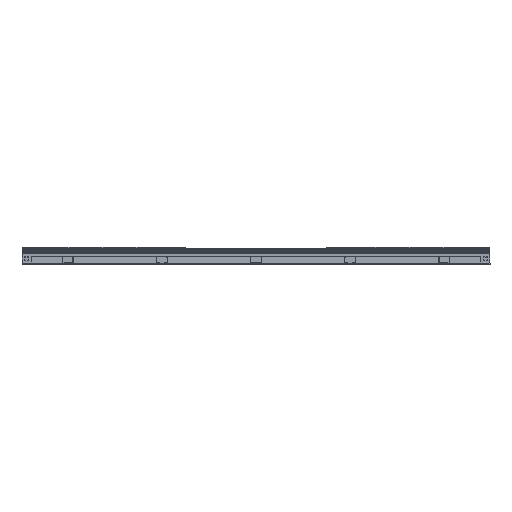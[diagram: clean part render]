
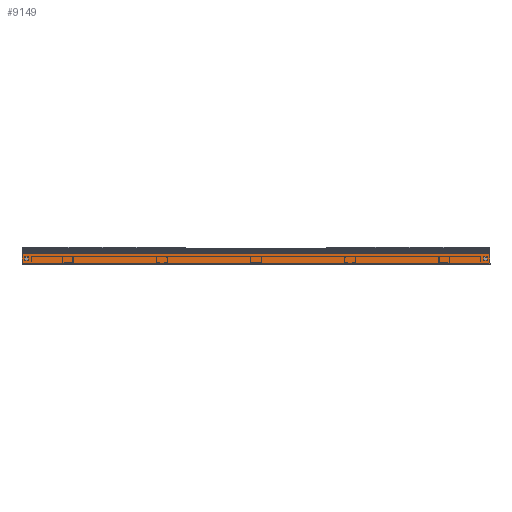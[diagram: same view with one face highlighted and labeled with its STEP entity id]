
A CAD part, top view. The second image highlights one B-rep face of the part: STEP entity #9149.
In plain terms, the highlighted face is planar.
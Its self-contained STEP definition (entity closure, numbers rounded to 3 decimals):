
#105 = CARTESIAN_POINT ( 'NONE',  ( 0., 24.5, 746. ) ) ;
#307 = VECTOR ( 'NONE', #9875, 1000. ) ;
#331 = ORIENTED_EDGE ( 'NONE', *, *, #3920, .T. ) ;
#351 = CARTESIAN_POINT ( 'NONE',  ( 0., 2.2, 767. ) ) ;
#388 = DIRECTION ( 'NONE',  ( 0., 0., 1. ) ) ;
#470 = CARTESIAN_POINT ( 'NONE',  ( 0., 0., -767. ) ) ;
#546 = EDGE_CURVE ( 'NONE', #9599, #7891, #7200, .T. ) ;
#633 = ORIENTED_EDGE ( 'NONE', *, *, #7266, .T. ) ;
#678 = CARTESIAN_POINT ( 'NONE',  ( 0., 35.525, 767. ) ) ;
#685 = CARTESIAN_POINT ( 'NONE',  ( 0., 36.184, 767. ) ) ;
#712 = VERTEX_POINT ( 'NONE', #9698 ) ;
#729 = CARTESIAN_POINT ( 'NONE',  ( 0., 24.5, -758. ) ) ;
#746 = ORIENTED_EDGE ( 'NONE', *, *, #7679, .F. ) ;
#782 = DIRECTION ( 'NONE',  ( 0., 0., -1. ) ) ;
#886 = VECTOR ( 'NONE', #1125, 1000. ) ;
#958 = LINE ( 'NONE', #3909, #307 ) ;
#965 = CARTESIAN_POINT ( 'NONE',  ( 0., 24.5, -746. ) ) ;
#1040 = EDGE_CURVE ( 'NONE', #6667, #8751, #9233, .T. ) ;
#1107 = ORIENTED_EDGE ( 'NONE', *, *, #2695, .F. ) ;
#1115 = LINE ( 'NONE', #685, #5838 ) ;
#1125 = DIRECTION ( 'NONE',  ( 0., 1., 0. ) ) ;
#1185 = VERTEX_POINT ( 'NONE', #9143 ) ;
#1189 = VECTOR ( 'NONE', #5750, 1000. ) ;
#1344 = ORIENTED_EDGE ( 'NONE', *, *, #8827, .F. ) ;
#1493 = VECTOR ( 'NONE', #2931, 1000. ) ;
#1721 = DIRECTION ( 'NONE',  ( 0., -1., 0. ) ) ;
#1765 = EDGE_CURVE ( 'NONE', #7465, #1185, #9566, .T. ) ;
#1862 = CARTESIAN_POINT ( 'NONE',  ( 0., 2.2, -746. ) ) ;
#1870 = ORIENTED_EDGE ( 'NONE', *, *, #9379, .T. ) ;
#2007 = LINE ( 'NONE', #7957, #1493 ) ;
#2015 = ORIENTED_EDGE ( 'NONE', *, *, #2096, .F. ) ;
#2096 = EDGE_CURVE ( 'NONE', #3478, #10057, #958, .T. ) ;
#2222 = CARTESIAN_POINT ( 'NONE',  ( 0., 12.5, -746. ) ) ;
#2271 = VECTOR ( 'NONE', #3910, 1000. ) ;
#2298 = VECTOR ( 'NONE', #4255, 1000. ) ;
#2382 = DIRECTION ( 'NONE',  ( 0., 1., 0. ) ) ;
#2474 = LINE ( 'NONE', #5413, #4049 ) ;
#2695 = EDGE_CURVE ( 'NONE', #6667, #712, #2474, .T. ) ;
#2743 = EDGE_LOOP ( 'NONE', ( #10149, #1870, #1344, #5525, #2015, #5885, #3782, #1107 ) ) ;
#2931 = DIRECTION ( 'NONE',  ( 0., 1., 0. ) ) ;
#2940 = DIRECTION ( 'NONE',  ( 0., 0., 1. ) ) ;
#3002 = EDGE_CURVE ( 'NONE', #3478, #6238, #6312, .T. ) ;
#3323 = DIRECTION ( 'NONE',  ( 0., 1., 0. ) ) ;
#3379 = AXIS2_PLACEMENT_3D ( 'NONE', #6502, #8994, #782 ) ;
#3478 = VERTEX_POINT ( 'NONE', #3882 ) ;
#3590 = LINE ( 'NONE', #6522, #2271 ) ;
#3782 = ORIENTED_EDGE ( 'NONE', *, *, #6170, .T. ) ;
#3882 = CARTESIAN_POINT ( 'NONE',  ( 0., 2.2, -767. ) ) ;
#3909 = CARTESIAN_POINT ( 'NONE',  ( 0., 2.2, -767. ) ) ;
#3910 = DIRECTION ( 'NONE',  ( 0., 1., 0. ) ) ;
#3918 = CARTESIAN_POINT ( 'NONE',  ( 0., 12.5, -767. ) ) ;
#3920 = EDGE_CURVE ( 'NONE', #7773, #10514, #3590, .T. ) ;
#4049 = VECTOR ( 'NONE', #9499, 1000. ) ;
#4055 = ORIENTED_EDGE ( 'NONE', *, *, #1765, .T. ) ;
#4255 = DIRECTION ( 'NONE',  ( 0., 0., -1. ) ) ;
#4608 = DIRECTION ( 'NONE',  ( 0., 0., 1. ) ) ;
#4703 = VECTOR ( 'NONE', #7951, 1000. ) ;
#4735 = DIRECTION ( 'NONE',  ( 0., 0., -1. ) ) ;
#4755 = CARTESIAN_POINT ( 'NONE',  ( 0., 24.5, 758. ) ) ;
#5057 = CARTESIAN_POINT ( 'NONE',  ( 0., 12.5, -758. ) ) ;
#5058 = VERTEX_POINT ( 'NONE', #8833 ) ;
#5104 = CARTESIAN_POINT ( 'NONE',  ( 0., 34.499, 767. ) ) ;
#5317 = ORIENTED_EDGE ( 'NONE', *, *, #5459, .T. ) ;
#5413 = CARTESIAN_POINT ( 'NONE',  ( 0., 2.2, 767. ) ) ;
#5459 = EDGE_CURVE ( 'NONE', #7891, #7773, #7496, .T. ) ;
#5525 = ORIENTED_EDGE ( 'NONE', *, *, #9692, .F. ) ;
#5531 = VECTOR ( 'NONE', #10243, 1000. ) ;
#5704 = ORIENTED_EDGE ( 'NONE', *, *, #10633, .T. ) ;
#5750 = DIRECTION ( 'NONE',  ( 0., -1., 0. ) ) ;
#5756 = CARTESIAN_POINT ( 'NONE',  ( 0., 12.5, 758. ) ) ;
#5838 = VECTOR ( 'NONE', #2382, 1000. ) ;
#5885 = ORIENTED_EDGE ( 'NONE', *, *, #3002, .T. ) ;
#5995 = VECTOR ( 'NONE', #4608, 1000. ) ;
#6096 = CARTESIAN_POINT ( 'NONE',  ( 0., 2.2, 767. ) ) ;
#6142 = VERTEX_POINT ( 'NONE', #8780 ) ;
#6170 = EDGE_CURVE ( 'NONE', #6238, #712, #7351, .T. ) ;
#6238 = VERTEX_POINT ( 'NONE', #6370 ) ;
#6246 = FACE_BOUND ( 'NONE', #8392, .T. ) ;
#6312 = LINE ( 'NONE', #10008, #9137 ) ;
#6361 = ORIENTED_EDGE ( 'NONE', *, *, #546, .T. ) ;
#6370 = CARTESIAN_POINT ( 'NONE',  ( 0., 0., -767. ) ) ;
#6390 = EDGE_LOOP ( 'NONE', ( #633, #5704, #4055, #8505 ) ) ;
#6502 = CARTESIAN_POINT ( 'NONE',  ( 0., 2.2, -767. ) ) ;
#6522 = CARTESIAN_POINT ( 'NONE',  ( 0., 2.2, -758. ) ) ;
#6667 = VERTEX_POINT ( 'NONE', #6096 ) ;
#6669 = CARTESIAN_POINT ( 'NONE',  ( 0., 2.2, 746. ) ) ;
#6917 = VECTOR ( 'NONE', #388, 1000. ) ;
#7200 = LINE ( 'NONE', #1862, #4703 ) ;
#7266 = EDGE_CURVE ( 'NONE', #8742, #5058, #10789, .T. ) ;
#7351 = LINE ( 'NONE', #470, #7862 ) ;
#7396 = VECTOR ( 'NONE', #4735, 1000. ) ;
#7465 = VERTEX_POINT ( 'NONE', #5756 ) ;
#7496 = LINE ( 'NONE', #10205, #5531 ) ;
#7679 = EDGE_CURVE ( 'NONE', #9599, #10514, #8852, .T. ) ;
#7773 = VERTEX_POINT ( 'NONE', #5057 ) ;
#7862 = VECTOR ( 'NONE', #2940, 1000. ) ;
#7891 = VERTEX_POINT ( 'NONE', #2222 ) ;
#7951 = DIRECTION ( 'NONE',  ( 0., -1., 0. ) ) ;
#7957 = CARTESIAN_POINT ( 'NONE',  ( 0., 2.2, -767. ) ) ;
#7966 = CARTESIAN_POINT ( 'NONE',  ( 0., 35.525, -767. ) ) ;
#7976 = LINE ( 'NONE', #7966, #6917 ) ;
#8018 = EDGE_CURVE ( 'NONE', #1185, #8742, #10250, .T. ) ;
#8067 = VECTOR ( 'NONE', #3323, 1000. ) ;
#8141 = LINE ( 'NONE', #10720, #1189 ) ;
#8392 = EDGE_LOOP ( 'NONE', ( #331, #746, #6361, #5317 ) ) ;
#8432 = FACE_OUTER_BOUND ( 'NONE', #2743, .T. ) ;
#8505 = ORIENTED_EDGE ( 'NONE', *, *, #8018, .T. ) ;
#8742 = VERTEX_POINT ( 'NONE', #105 ) ;
#8751 = VERTEX_POINT ( 'NONE', #5104 ) ;
#8780 = CARTESIAN_POINT ( 'NONE',  ( 0., 35.525, -767. ) ) ;
#8827 = EDGE_CURVE ( 'NONE', #6142, #9098, #7976, .T. ) ;
#8833 = CARTESIAN_POINT ( 'NONE',  ( 0., 24.5, 758. ) ) ;
#8852 = LINE ( 'NONE', #10037, #2298 ) ;
#8994 = DIRECTION ( 'NONE',  ( 1., 0., 0. ) ) ;
#9025 = PLANE ( 'NONE',  #3379 ) ;
#9098 = VERTEX_POINT ( 'NONE', #678 ) ;
#9137 = VECTOR ( 'NONE', #1721, 1000. ) ;
#9143 = CARTESIAN_POINT ( 'NONE',  ( 0., 12.5, 746. ) ) ;
#9149 = ADVANCED_FACE ( 'NONE', ( #8432, #9587, #6246 ), #9025, .F. ) ;
#9233 = LINE ( 'NONE', #351, #886 ) ;
#9379 = EDGE_CURVE ( 'NONE', #8751, #9098, #1115, .T. ) ;
#9499 = DIRECTION ( 'NONE',  ( 0., -1., 0. ) ) ;
#9566 = LINE ( 'NONE', #3918, #7396 ) ;
#9587 = FACE_BOUND ( 'NONE', #6390, .T. ) ;
#9599 = VERTEX_POINT ( 'NONE', #965 ) ;
#9692 = EDGE_CURVE ( 'NONE', #10057, #6142, #2007, .T. ) ;
#9698 = CARTESIAN_POINT ( 'NONE',  ( 0., 0., 767. ) ) ;
#9875 = DIRECTION ( 'NONE',  ( 0., 1., 0. ) ) ;
#10008 = CARTESIAN_POINT ( 'NONE',  ( 0., 0., -767. ) ) ;
#10037 = CARTESIAN_POINT ( 'NONE',  ( 0., 24.5, -758. ) ) ;
#10057 = VERTEX_POINT ( 'NONE', #10106 ) ;
#10106 = CARTESIAN_POINT ( 'NONE',  ( 0., 34.499, -767. ) ) ;
#10149 = ORIENTED_EDGE ( 'NONE', *, *, #1040, .T. ) ;
#10205 = CARTESIAN_POINT ( 'NONE',  ( 0., 12.5, -767. ) ) ;
#10243 = DIRECTION ( 'NONE',  ( 0., 0., -1. ) ) ;
#10250 = LINE ( 'NONE', #6669, #8067 ) ;
#10514 = VERTEX_POINT ( 'NONE', #729 ) ;
#10633 = EDGE_CURVE ( 'NONE', #5058, #7465, #8141, .T. ) ;
#10720 = CARTESIAN_POINT ( 'NONE',  ( 0., 2.2, 758. ) ) ;
#10789 = LINE ( 'NONE', #4755, #5995 ) ;
